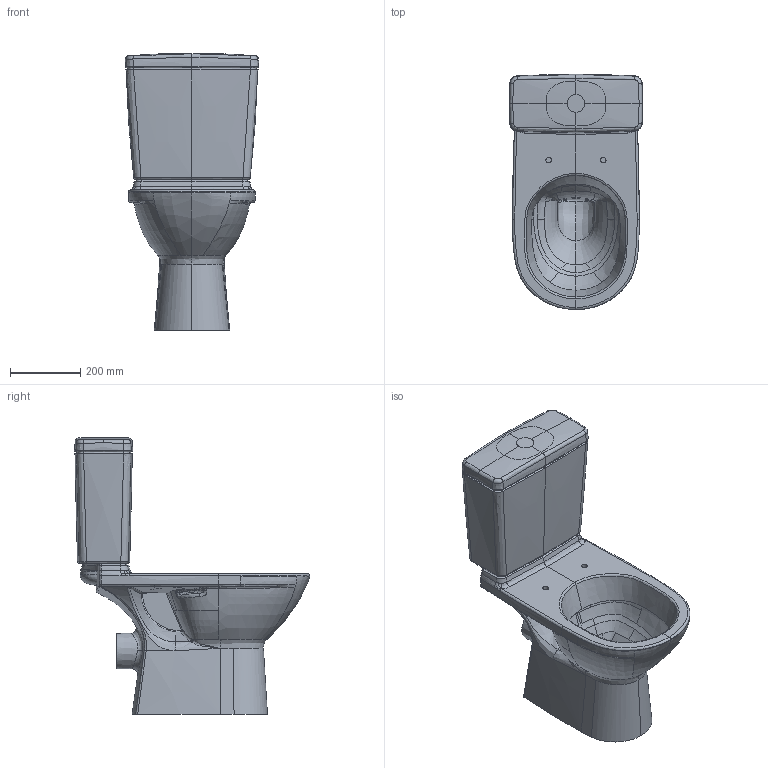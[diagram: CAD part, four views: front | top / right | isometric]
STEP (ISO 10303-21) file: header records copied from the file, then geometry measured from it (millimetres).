
FILE_DESCRIPTION(/* description */ (''),/* implementation_level */ '2;1');
FILE_NAME(/* name */ '566110_Onovo_STWC.stp',/* time_stamp */ '2019-03-05T10:49:30+01:00',/* author */ (''),/* organization */ (''),/* preprocessor_version */ 'ST-DEVELOPER v16',/* originating_system */ 'SIEMENS PLM Software NX 10.0',/* authorisation */ '');
FILE_SCHEMA (('AUTOMOTIVE_DESIGN { 1 0 10303 214 3 1 1 1 }'));
Products named in the file (1): Sier0200F937vpj1
Bounding box: 379.96 x 668.44 x 787.16 mm (x, y, z)
Volume: 42212290 mm3; surface area: 1549574.8 mm2
Topology: 1 solids, 1 shells, 403 faces, 1008 edges, 604 vertices
Faces by surface type: bspline 368, plane 21, cylinder 4, cone 4, extrusion 4, sphere 2
Full cylindrical faces by diameter (mm): 16 x2
Entity records: 43081 total; most frequent: CARTESIAN_POINT 36837, ORIENTED_EDGE 1998, EDGE_CURVE 999, B_SPLINE_CURVE_WITH_KNOTS 834, VERTEX_POINT 604, EDGE_LOOP 409, ADVANCED_FACE 403, FACE_OUTER_BOUND 397
